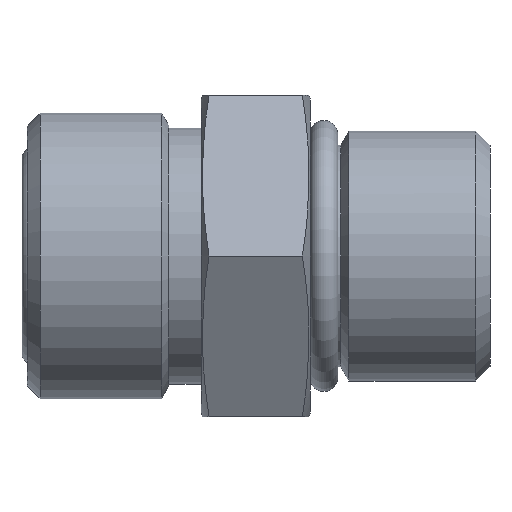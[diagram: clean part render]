
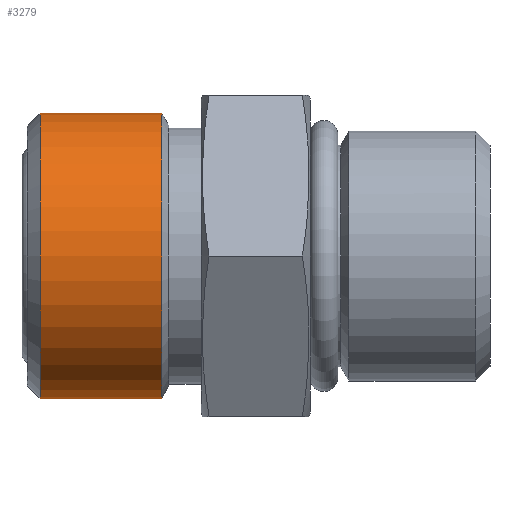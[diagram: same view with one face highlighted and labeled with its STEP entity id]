
A CAD part, front view. The second image highlights one B-rep face of the part: STEP entity #3279.
In plain terms, the highlighted cylindrical face has radius 12.7 mm (diameter 25.4 mm), a full revolution.
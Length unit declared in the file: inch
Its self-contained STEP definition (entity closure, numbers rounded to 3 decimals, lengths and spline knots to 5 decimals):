
#3228=CARTESIAN_POINT('',(-0.13925,0.,0.5));
#3229=VERTEX_POINT('',#3228);
#3230=CARTESIAN_POINT('',(-0.13925,0.,0.0));
#3231=DIRECTION('',(1.0,0.0,0.0));
#3232=DIRECTION('',(0.0,0.0,-1.0));
#3233=AXIS2_PLACEMENT_3D('',#3230,#3231,#3232);
#3234=CIRCLE('',#3233,0.5);
#3235=EDGE_CURVE('',#3229,#3229,#3234,.T.);
#3260=CARTESIAN_POINT('',(0.0,0.,0.0));
#3261=DIRECTION('',(-1.0,0.0,0.0));
#3262=DIRECTION('',(0.0,0.0,-1.0));
#3263=AXIS2_PLACEMENT_3D('',#3260,#3261,#3262);
#3264=CYLINDRICAL_SURFACE('',#3263,0.5);
#3265=CARTESIAN_POINT('',(-0.565,0.,0.5));
#3266=VERTEX_POINT('',#3265);
#3267=CARTESIAN_POINT('',(-0.565,0.,0.0));
#3268=DIRECTION('',(-1.0,0.0,0.0));
#3269=DIRECTION('',(0.0,0.0,-1.0));
#3270=AXIS2_PLACEMENT_3D('',#3267,#3268,#3269);
#3271=CIRCLE('',#3270,0.5);
#3272=EDGE_CURVE('',#3266,#3266,#3271,.T.);
#3273=ORIENTED_EDGE('',*,*,#3272,.F.);
#3274=EDGE_LOOP('',(#3273));
#3275=FACE_OUTER_BOUND('',#3274,.T.);
#3276=ORIENTED_EDGE('',*,*,#3235,.F.);
#3277=EDGE_LOOP('',(#3276));
#3278=FACE_BOUND('',#3277,.T.);
#3279=ADVANCED_FACE('',(#3275,#3278),#3264,.T.);
